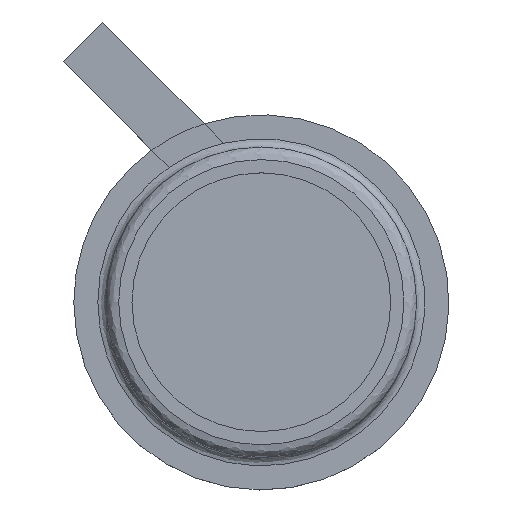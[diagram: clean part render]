
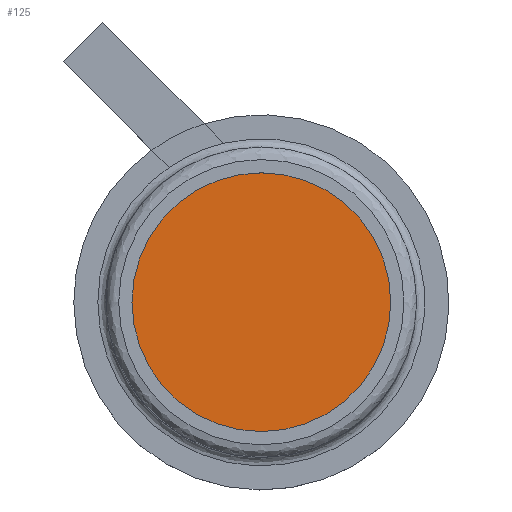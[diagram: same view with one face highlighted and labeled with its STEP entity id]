
A CAD part, top view. The second image highlights one B-rep face of the part: STEP entity #125.
In plain terms, the highlighted planar face has unit normal (0, 0, 1).
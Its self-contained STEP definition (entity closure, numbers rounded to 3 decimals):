
#80 = VERTEX_POINT('',#81);
#81 = CARTESIAN_POINT('',(-0.73,0.,7.1));
#89 = EDGE_CURVE('',#80,#80,#90,.T.);
#90 = CIRCLE('',#91,2.);
#91 = AXIS2_PLACEMENT_3D('',#92,#93,#94);
#92 = CARTESIAN_POINT('',(1.27,0.,7.1));
#93 = DIRECTION('',(0.,0.,1.));
#94 = DIRECTION('',(-1.,0.,0.));
#125 = ADVANCED_FACE('',(#126),#129,.T.);
#126 = FACE_BOUND('',#127,.F.);
#127 = EDGE_LOOP('',(#128));
#128 = ORIENTED_EDGE('',*,*,#89,.F.);
#129 = PLANE('',#130);
#130 = AXIS2_PLACEMENT_3D('',#131,#132,#133);
#131 = CARTESIAN_POINT('',(1.27,0.,7.1));
#132 = DIRECTION('',(0.,0.,1.));
#133 = DIRECTION('',(-1.,0.,0.));
